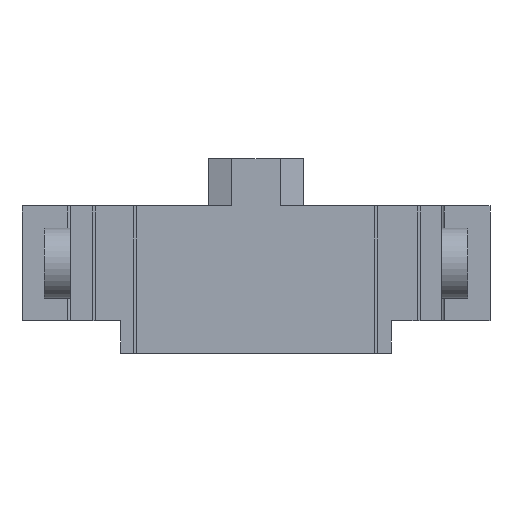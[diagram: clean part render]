
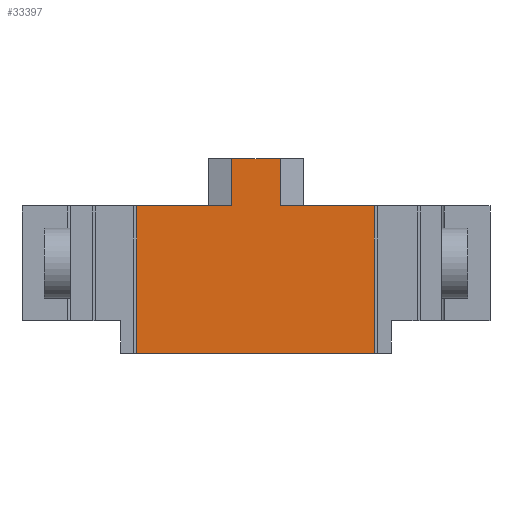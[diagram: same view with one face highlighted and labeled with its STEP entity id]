
A CAD part, front view. The second image highlights one B-rep face of the part: STEP entity #33397.
In plain terms, the highlighted planar face has unit normal (0, -1, 0).
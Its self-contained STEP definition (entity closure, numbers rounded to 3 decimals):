
#3254 = PLANE('',#3255);
#3255 = AXIS2_PLACEMENT_3D('',#3256,#3257,#3258);
#3256 = CARTESIAN_POINT('',(-15.9,-40.,3.4));
#3257 = DIRECTION('',(0.,0.,1.));
#3258 = DIRECTION('',(1.,0.,-0.));
#4472 = PLANE('',#4473);
#4473 = AXIS2_PLACEMENT_3D('',#4474,#4475,#4476);
#4474 = CARTESIAN_POINT('',(-12.6,-39.9,-6.6));
#4475 = DIRECTION('',(0.,0.,-1.));
#4476 = DIRECTION('',(0.,1.,0.));
#5732 = PLANE('',#5733);
#5733 = AXIS2_PLACEMENT_3D('',#5734,#5735,#5736);
#5734 = CARTESIAN_POINT('',(-15.9,-40.,3.4));
#5735 = DIRECTION('',(0.,0.,1.));
#5736 = DIRECTION('',(1.,0.,-0.));
#8751 = VERTEX_POINT('',#8752);
#8752 = CARTESIAN_POINT('',(1.65,-39.9,3.4));
#8768 = PLANE('',#8769);
#8769 = AXIS2_PLACEMENT_3D('',#8770,#8771,#8772);
#8770 = CARTESIAN_POINT('',(2.45,-39.667,3.4));
#8771 = DIRECTION('',(0.28,-0.96,0.));
#8772 = DIRECTION('',(0.,0.,-1.));
#8780 = EDGE_CURVE('',#8781,#8751,#8783,.T.);
#8781 = VERTEX_POINT('',#8782);
#8782 = CARTESIAN_POINT('',(8.05,-39.9,3.4));
#8783 = SURFACE_CURVE('',#8784,(#8788,#8795),.PCURVE_S1.);
#8784 = LINE('',#8785,#8786);
#8785 = CARTESIAN_POINT('',(12.6,-39.9,3.4));
#8786 = VECTOR('',#8787,1.);
#8787 = DIRECTION('',(-1.,0.,0.));
#8788 = PCURVE('',#3254,#8789);
#8789 = DEFINITIONAL_REPRESENTATION('',(#8790),#8794);
#8790 = LINE('',#8791,#8792);
#8791 = CARTESIAN_POINT('',(28.5,0.1));
#8792 = VECTOR('',#8793,1.);
#8793 = DIRECTION('',(-1.,0.));
#8794 = ( GEOMETRIC_REPRESENTATION_CONTEXT(2) 
PARAMETRIC_REPRESENTATION_CONTEXT() REPRESENTATION_CONTEXT('2D SPACE',''
  ) );
#8795 = PCURVE('',#8796,#8801);
#8796 = PLANE('',#8797);
#8797 = AXIS2_PLACEMENT_3D('',#8798,#8799,#8800);
#8798 = CARTESIAN_POINT('',(8.,-39.9,-6.6));
#8799 = DIRECTION('',(0.,1.,0.));
#8800 = DIRECTION('',(0.,0.,1.));
#8801 = DEFINITIONAL_REPRESENTATION('',(#8802),#8806);
#8802 = LINE('',#8803,#8804);
#8803 = CARTESIAN_POINT('',(10.,4.6));
#8804 = VECTOR('',#8805,1.);
#8805 = DIRECTION('',(0.,-1.));
#8806 = ( GEOMETRIC_REPRESENTATION_CONTEXT(2) 
PARAMETRIC_REPRESENTATION_CONTEXT() REPRESENTATION_CONTEXT('2D SPACE',''
  ) );
#8824 = PLANE('',#8825);
#8825 = AXIS2_PLACEMENT_3D('',#8826,#8827,#8828);
#8826 = CARTESIAN_POINT('',(8.05,-39.9,-6.6));
#8827 = DIRECTION('',(-1.,0.,0.));
#8828 = DIRECTION('',(0.,0.,1.));
#15133 = EDGE_CURVE('',#15134,#15136,#15138,.T.);
#15134 = VERTEX_POINT('',#15135);
#15135 = CARTESIAN_POINT('',(8.05,-39.9,-6.6));
#15136 = VERTEX_POINT('',#15137);
#15137 = CARTESIAN_POINT('',(-8.1,-39.9,-6.6));
#15138 = SURFACE_CURVE('',#15139,(#15143,#15150),.PCURVE_S1.);
#15139 = LINE('',#15140,#15141);
#15140 = CARTESIAN_POINT('',(8.05,-39.9,-6.6));
#15141 = VECTOR('',#15142,1.);
#15142 = DIRECTION('',(-1.,0.,0.));
#15143 = PCURVE('',#4472,#15144);
#15144 = DEFINITIONAL_REPRESENTATION('',(#15145),#15149);
#15145 = LINE('',#15146,#15147);
#15146 = CARTESIAN_POINT('',(0.,20.65));
#15147 = VECTOR('',#15148,1.);
#15148 = DIRECTION('',(0.,-1.));
#15149 = ( GEOMETRIC_REPRESENTATION_CONTEXT(2) 
PARAMETRIC_REPRESENTATION_CONTEXT() REPRESENTATION_CONTEXT('2D SPACE',''
  ) );
#15150 = PCURVE('',#8796,#15151);
#15151 = DEFINITIONAL_REPRESENTATION('',(#15152),#15156);
#15152 = LINE('',#15153,#15154);
#15153 = CARTESIAN_POINT('',(0.,0.05));
#15154 = VECTOR('',#15155,1.);
#15155 = DIRECTION('',(0.,-1.));
#15156 = ( GEOMETRIC_REPRESENTATION_CONTEXT(2) 
PARAMETRIC_REPRESENTATION_CONTEXT() REPRESENTATION_CONTEXT('2D SPACE',''
  ) );
#15174 = PLANE('',#15175);
#15175 = AXIS2_PLACEMENT_3D('',#15176,#15177,#15178);
#15176 = CARTESIAN_POINT('',(-8.1,-39.1,-6.6));
#15177 = DIRECTION('',(-1.,0.,0.));
#15178 = DIRECTION('',(0.,0.,1.));
#16096 = VERTEX_POINT('',#16097);
#16097 = CARTESIAN_POINT('',(-8.1,-39.9,3.4));
#16118 = EDGE_CURVE('',#16119,#16096,#16121,.T.);
#16119 = VERTEX_POINT('',#16120);
#16120 = CARTESIAN_POINT('',(-1.65,-39.9,3.4));
#16121 = SURFACE_CURVE('',#16122,(#16126,#16133),.PCURVE_S1.);
#16122 = LINE('',#16123,#16124);
#16123 = CARTESIAN_POINT('',(12.6,-39.9,3.4));
#16124 = VECTOR('',#16125,1.);
#16125 = DIRECTION('',(-1.,0.,0.));
#16126 = PCURVE('',#5732,#16127);
#16127 = DEFINITIONAL_REPRESENTATION('',(#16128),#16132);
#16128 = LINE('',#16129,#16130);
#16129 = CARTESIAN_POINT('',(28.5,0.1));
#16130 = VECTOR('',#16131,1.);
#16131 = DIRECTION('',(-1.,0.));
#16132 = ( GEOMETRIC_REPRESENTATION_CONTEXT(2) 
PARAMETRIC_REPRESENTATION_CONTEXT() REPRESENTATION_CONTEXT('2D SPACE',''
  ) );
#16133 = PCURVE('',#8796,#16134);
#16134 = DEFINITIONAL_REPRESENTATION('',(#16135),#16139);
#16135 = LINE('',#16136,#16137);
#16136 = CARTESIAN_POINT('',(10.,4.6));
#16137 = VECTOR('',#16138,1.);
#16138 = DIRECTION('',(0.,-1.));
#16139 = ( GEOMETRIC_REPRESENTATION_CONTEXT(2) 
PARAMETRIC_REPRESENTATION_CONTEXT() REPRESENTATION_CONTEXT('2D SPACE',''
  ) );
#16157 = PLANE('',#16158);
#16158 = AXIS2_PLACEMENT_3D('',#16159,#16160,#16161);
#16159 = CARTESIAN_POINT('',(-2.45,-39.667,3.4));
#16160 = DIRECTION('',(0.28,0.96,0.));
#16161 = DIRECTION('',(0.,0.,-1.));
#22464 = PLANE('',#22465);
#22465 = AXIS2_PLACEMENT_3D('',#22466,#22467,#22468);
#22466 = CARTESIAN_POINT('',(-1.65,-40.,6.6));
#22467 = DIRECTION('',(0.,0.,1.));
#22468 = DIRECTION('',(1.,0.,-0.));
#23583 = EDGE_CURVE('',#8751,#23584,#23586,.T.);
#23584 = VERTEX_POINT('',#23585);
#23585 = CARTESIAN_POINT('',(1.65,-39.9,6.6));
#23586 = SURFACE_CURVE('',#23587,(#23591,#23598),.PCURVE_S1.);
#23587 = LINE('',#23588,#23589);
#23588 = CARTESIAN_POINT('',(1.65,-39.9,5.));
#23589 = VECTOR('',#23590,1.);
#23590 = DIRECTION('',(-0.,0.,1.));
#23591 = PCURVE('',#8768,#23592);
#23592 = DEFINITIONAL_REPRESENTATION('',(#23593),#23597);
#23593 = LINE('',#23594,#23595);
#23594 = CARTESIAN_POINT('',(-1.6,-0.833));
#23595 = VECTOR('',#23596,1.);
#23596 = DIRECTION('',(-1.,0.));
#23597 = ( GEOMETRIC_REPRESENTATION_CONTEXT(2) 
PARAMETRIC_REPRESENTATION_CONTEXT() REPRESENTATION_CONTEXT('2D SPACE',''
  ) );
#23598 = PCURVE('',#8796,#23599);
#23599 = DEFINITIONAL_REPRESENTATION('',(#23600),#23604);
#23600 = LINE('',#23601,#23602);
#23601 = CARTESIAN_POINT('',(11.6,-6.35));
#23602 = VECTOR('',#23603,1.);
#23603 = DIRECTION('',(1.,0.));
#23604 = ( GEOMETRIC_REPRESENTATION_CONTEXT(2) 
PARAMETRIC_REPRESENTATION_CONTEXT() REPRESENTATION_CONTEXT('2D SPACE',''
  ) );
#33375 = EDGE_CURVE('',#15134,#8781,#33376,.T.);
#33376 = SURFACE_CURVE('',#33377,(#33381,#33388),.PCURVE_S1.);
#33377 = LINE('',#33378,#33379);
#33378 = CARTESIAN_POINT('',(8.05,-39.9,-6.6));
#33379 = VECTOR('',#33380,1.);
#33380 = DIRECTION('',(0.,0.,1.));
#33381 = PCURVE('',#8824,#33382);
#33382 = DEFINITIONAL_REPRESENTATION('',(#33383),#33387);
#33383 = LINE('',#33384,#33385);
#33384 = CARTESIAN_POINT('',(0.,0.));
#33385 = VECTOR('',#33386,1.);
#33386 = DIRECTION('',(1.,0.));
#33387 = ( GEOMETRIC_REPRESENTATION_CONTEXT(2) 
PARAMETRIC_REPRESENTATION_CONTEXT() REPRESENTATION_CONTEXT('2D SPACE',''
  ) );
#33388 = PCURVE('',#8796,#33389);
#33389 = DEFINITIONAL_REPRESENTATION('',(#33390),#33394);
#33390 = LINE('',#33391,#33392);
#33391 = CARTESIAN_POINT('',(0.,0.05));
#33392 = VECTOR('',#33393,1.);
#33393 = DIRECTION('',(1.,0.));
#33394 = ( GEOMETRIC_REPRESENTATION_CONTEXT(2) 
PARAMETRIC_REPRESENTATION_CONTEXT() REPRESENTATION_CONTEXT('2D SPACE',''
  ) );
#33397 = ADVANCED_FACE('',(#33398),#8796,.F.);
#33398 = FACE_BOUND('',#33399,.F.);
#33399 = EDGE_LOOP('',(#33400,#33421,#33422,#33445,#33466,#33467,#33468,
    #33469));
#33400 = ORIENTED_EDGE('',*,*,#33401,.T.);
#33401 = EDGE_CURVE('',#15136,#16096,#33402,.T.);
#33402 = SURFACE_CURVE('',#33403,(#33407,#33414),.PCURVE_S1.);
#33403 = LINE('',#33404,#33405);
#33404 = CARTESIAN_POINT('',(-8.1,-39.9,-0.5));
#33405 = VECTOR('',#33406,1.);
#33406 = DIRECTION('',(0.,-0.,1.));
#33407 = PCURVE('',#8796,#33408);
#33408 = DEFINITIONAL_REPRESENTATION('',(#33409),#33413);
#33409 = LINE('',#33410,#33411);
#33410 = CARTESIAN_POINT('',(6.1,-16.1));
#33411 = VECTOR('',#33412,1.);
#33412 = DIRECTION('',(1.,0.));
#33413 = ( GEOMETRIC_REPRESENTATION_CONTEXT(2) 
PARAMETRIC_REPRESENTATION_CONTEXT() REPRESENTATION_CONTEXT('2D SPACE',''
  ) );
#33414 = PCURVE('',#15174,#33415);
#33415 = DEFINITIONAL_REPRESENTATION('',(#33416),#33420);
#33416 = LINE('',#33417,#33418);
#33417 = CARTESIAN_POINT('',(6.1,-0.8));
#33418 = VECTOR('',#33419,1.);
#33419 = DIRECTION('',(1.,0.));
#33420 = ( GEOMETRIC_REPRESENTATION_CONTEXT(2) 
PARAMETRIC_REPRESENTATION_CONTEXT() REPRESENTATION_CONTEXT('2D SPACE',''
  ) );
#33421 = ORIENTED_EDGE('',*,*,#16118,.F.);
#33422 = ORIENTED_EDGE('',*,*,#33423,.F.);
#33423 = EDGE_CURVE('',#33424,#16119,#33426,.T.);
#33424 = VERTEX_POINT('',#33425);
#33425 = CARTESIAN_POINT('',(-1.65,-39.9,6.6));
#33426 = SURFACE_CURVE('',#33427,(#33431,#33438),.PCURVE_S1.);
#33427 = LINE('',#33428,#33429);
#33428 = CARTESIAN_POINT('',(-1.65,-39.9,3.4));
#33429 = VECTOR('',#33430,1.);
#33430 = DIRECTION('',(0.,0.,-1.));
#33431 = PCURVE('',#8796,#33432);
#33432 = DEFINITIONAL_REPRESENTATION('',(#33433),#33437);
#33433 = LINE('',#33434,#33435);
#33434 = CARTESIAN_POINT('',(10.,-9.65));
#33435 = VECTOR('',#33436,1.);
#33436 = DIRECTION('',(-1.,0.));
#33437 = ( GEOMETRIC_REPRESENTATION_CONTEXT(2) 
PARAMETRIC_REPRESENTATION_CONTEXT() REPRESENTATION_CONTEXT('2D SPACE',''
  ) );
#33438 = PCURVE('',#16157,#33439);
#33439 = DEFINITIONAL_REPRESENTATION('',(#33440),#33444);
#33440 = LINE('',#33441,#33442);
#33441 = CARTESIAN_POINT('',(0.,-0.833));
#33442 = VECTOR('',#33443,1.);
#33443 = DIRECTION('',(1.,-0.));
#33444 = ( GEOMETRIC_REPRESENTATION_CONTEXT(2) 
PARAMETRIC_REPRESENTATION_CONTEXT() REPRESENTATION_CONTEXT('2D SPACE',''
  ) );
#33445 = ORIENTED_EDGE('',*,*,#33446,.F.);
#33446 = EDGE_CURVE('',#23584,#33424,#33447,.T.);
#33447 = SURFACE_CURVE('',#33448,(#33452,#33459),.PCURVE_S1.);
#33448 = LINE('',#33449,#33450);
#33449 = CARTESIAN_POINT('',(3.25,-39.9,6.6));
#33450 = VECTOR('',#33451,1.);
#33451 = DIRECTION('',(-1.,0.,0.));
#33452 = PCURVE('',#8796,#33453);
#33453 = DEFINITIONAL_REPRESENTATION('',(#33454),#33458);
#33454 = LINE('',#33455,#33456);
#33455 = CARTESIAN_POINT('',(13.2,-4.75));
#33456 = VECTOR('',#33457,1.);
#33457 = DIRECTION('',(0.,-1.));
#33458 = ( GEOMETRIC_REPRESENTATION_CONTEXT(2) 
PARAMETRIC_REPRESENTATION_CONTEXT() REPRESENTATION_CONTEXT('2D SPACE',''
  ) );
#33459 = PCURVE('',#22464,#33460);
#33460 = DEFINITIONAL_REPRESENTATION('',(#33461),#33465);
#33461 = LINE('',#33462,#33463);
#33462 = CARTESIAN_POINT('',(4.9,0.1));
#33463 = VECTOR('',#33464,1.);
#33464 = DIRECTION('',(-1.,0.));
#33465 = ( GEOMETRIC_REPRESENTATION_CONTEXT(2) 
PARAMETRIC_REPRESENTATION_CONTEXT() REPRESENTATION_CONTEXT('2D SPACE',''
  ) );
#33466 = ORIENTED_EDGE('',*,*,#23583,.F.);
#33467 = ORIENTED_EDGE('',*,*,#8780,.F.);
#33468 = ORIENTED_EDGE('',*,*,#33375,.F.);
#33469 = ORIENTED_EDGE('',*,*,#15133,.T.);
